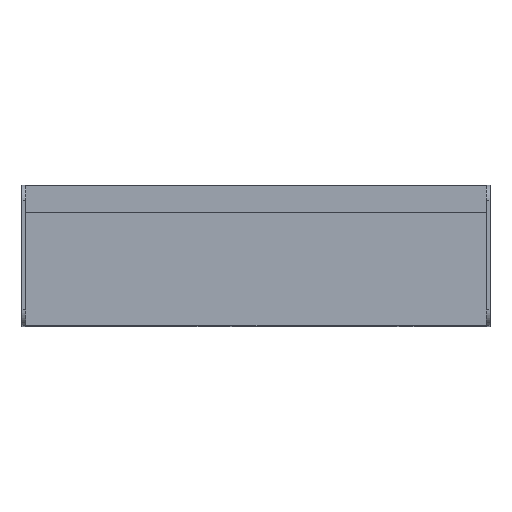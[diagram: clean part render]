
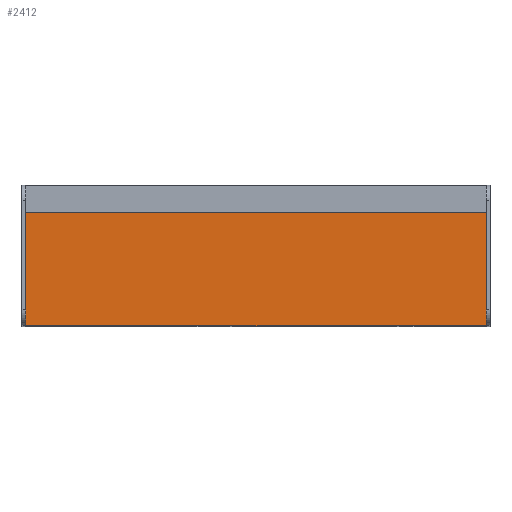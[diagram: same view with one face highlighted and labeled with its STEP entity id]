
A CAD part, top view. The second image highlights one B-rep face of the part: STEP entity #2412.
In plain terms, the highlighted planar face has unit normal (0, 0, 1).
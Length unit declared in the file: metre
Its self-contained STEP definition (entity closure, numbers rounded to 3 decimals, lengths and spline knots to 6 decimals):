
#180=ORIENTED_EDGE('',*,*,#873,.F.);
#181=ORIENTED_EDGE('',*,*,#870,.F.);
#182=ORIENTED_EDGE('',*,*,#874,.T.);
#183=ORIENTED_EDGE('',*,*,#875,.T.);
#870=EDGE_CURVE('',#1215,#1208,#1448,.T.);
#873=EDGE_CURVE('',#1208,#1216,#1451,.T.);
#874=EDGE_CURVE('',#1215,#1218,#1452,.T.);
#875=EDGE_CURVE('',#1218,#1216,#1453,.T.);
#1208=VERTEX_POINT('',#3535);
#1215=VERTEX_POINT('',#3548);
#1216=VERTEX_POINT('',#3552);
#1218=VERTEX_POINT('',#3558);
#1448=LINE('',#3549,#1790);
#1451=LINE('',#3555,#1793);
#1452=LINE('',#3557,#1794);
#1453=LINE('',#3559,#1795);
#1790=VECTOR('',#2830,1.);
#1793=VECTOR('',#2835,1.);
#1794=VECTOR('',#2838,1.);
#1795=VECTOR('',#2839,1.);
#2011=EDGE_LOOP('',(#180,#181,#182,#183));
#2159=FACE_BOUND('',#2011,.T.);
#2299=PLANE('',#2544);
#2412=ADVANCED_FACE('',(#2159),#2299,.T.);
#2544=AXIS2_PLACEMENT_3D('',#3556,#2836,#2837);
#2830=DIRECTION('',(0.,1.,0.));
#2835=DIRECTION('',(1.,0.,0.));
#2836=DIRECTION('',(0.,0.,1.));
#2837=DIRECTION('',(1.,0.,0.));
#2838=DIRECTION('',(1.,0.,0.));
#2839=DIRECTION('',(0.,1.,0.));
#3535=CARTESIAN_POINT('',(-0.591,0.29,1.76));
#3548=CARTESIAN_POINT('',(-0.591,0.,1.76));
#3549=CARTESIAN_POINT('',(-0.591,0.145,1.76));
#3552=CARTESIAN_POINT('',(0.591,0.29,1.76));
#3555=CARTESIAN_POINT('',(0.,0.29,1.76));
#3556=CARTESIAN_POINT('',(0.,0.145,1.76));
#3557=CARTESIAN_POINT('',(0.,0.,1.76));
#3558=CARTESIAN_POINT('',(0.591,0.,1.76));
#3559=CARTESIAN_POINT('',(0.591,0.145,1.76));
